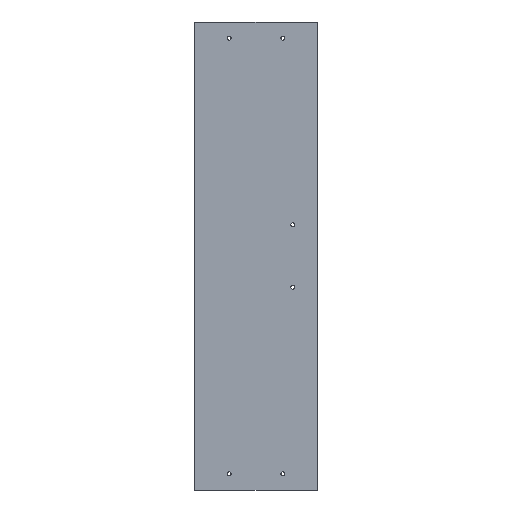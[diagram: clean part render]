
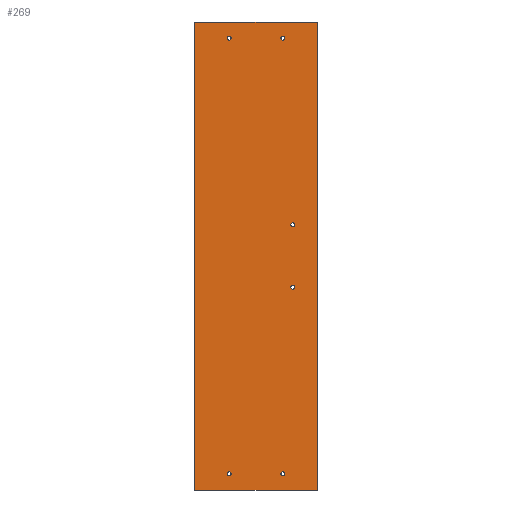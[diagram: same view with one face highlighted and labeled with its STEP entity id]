
A CAD part, left-side view. The second image highlights one B-rep face of the part: STEP entity #269.
In plain terms, the highlighted planar face has unit normal (-1, 0, 0).
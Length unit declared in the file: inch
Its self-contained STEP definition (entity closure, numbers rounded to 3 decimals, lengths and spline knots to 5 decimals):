
#15=LINE('',#435,#27);
#19=LINE('',#443,#31);
#22=LINE('',#449,#34);
#25=LINE('',#454,#37);
#27=VECTOR('',#367,0.3937);
#31=VECTOR('',#373,0.3937);
#34=VECTOR('',#378,0.3937);
#37=VECTOR('',#383,0.3937);
#43=PLANE('',#309);
#61=FACE_BOUND('',#114,.T.);
#62=FACE_BOUND('',#115,.T.);
#63=FACE_BOUND('',#116,.T.);
#64=FACE_BOUND('',#117,.T.);
#65=FACE_BOUND('',#118,.T.);
#66=FACE_BOUND('',#119,.T.);
#87=FACE_OUTER_BOUND('',#113,.T.);
#113=EDGE_LOOP('',(#231,#232,#233,#234));
#114=EDGE_LOOP('',(#235));
#115=EDGE_LOOP('',(#236));
#116=EDGE_LOOP('',(#237));
#117=EDGE_LOOP('',(#238));
#118=EDGE_LOOP('',(#239));
#119=EDGE_LOOP('',(#240));
#129=CIRCLE('',#283,0.0845);
#132=CIRCLE('',#288,0.0845);
#135=CIRCLE('',#293,0.0845);
#138=CIRCLE('',#298,0.0845);
#139=CIRCLE('',#300,0.0885);
#141=CIRCLE('',#303,0.0885);
#145=VERTEX_POINT('',#396);
#148=VERTEX_POINT('',#404);
#151=VERTEX_POINT('',#412);
#154=VERTEX_POINT('',#420);
#155=VERTEX_POINT('',#423);
#157=VERTEX_POINT('',#428);
#159=VERTEX_POINT('',#433);
#160=VERTEX_POINT('',#434);
#163=VERTEX_POINT('',#442);
#165=VERTEX_POINT('',#448);
#169=EDGE_CURVE('',#145,#145,#129,.T.);
#172=EDGE_CURVE('',#148,#148,#132,.T.);
#175=EDGE_CURVE('',#151,#151,#135,.T.);
#178=EDGE_CURVE('',#154,#154,#138,.T.);
#179=EDGE_CURVE('',#155,#155,#139,.T.);
#181=EDGE_CURVE('',#157,#157,#141,.T.);
#183=EDGE_CURVE('',#159,#160,#15,.T.);
#187=EDGE_CURVE('',#160,#163,#19,.T.);
#190=EDGE_CURVE('',#163,#165,#22,.T.);
#193=EDGE_CURVE('',#165,#159,#25,.T.);
#231=ORIENTED_EDGE('',*,*,#193,.T.);
#232=ORIENTED_EDGE('',*,*,#183,.T.);
#233=ORIENTED_EDGE('',*,*,#187,.T.);
#234=ORIENTED_EDGE('',*,*,#190,.T.);
#235=ORIENTED_EDGE('',*,*,#169,.T.);
#236=ORIENTED_EDGE('',*,*,#172,.T.);
#237=ORIENTED_EDGE('',*,*,#175,.T.);
#238=ORIENTED_EDGE('',*,*,#178,.T.);
#239=ORIENTED_EDGE('',*,*,#179,.T.);
#240=ORIENTED_EDGE('',*,*,#181,.T.);
#269=ADVANCED_FACE('',(#87,#61,#62,#63,#64,#65,#66),#43,.F.);
#283=AXIS2_PLACEMENT_3D('',#397,#321,#322);
#288=AXIS2_PLACEMENT_3D('',#405,#331,#332);
#293=AXIS2_PLACEMENT_3D('',#413,#341,#342);
#298=AXIS2_PLACEMENT_3D('',#421,#351,#352);
#300=AXIS2_PLACEMENT_3D('',#424,#355,#356);
#303=AXIS2_PLACEMENT_3D('',#429,#361,#362);
#309=AXIS2_PLACEMENT_3D('',#456,#385,#386);
#321=DIRECTION('center_axis',(1.,0.,0.));
#322=DIRECTION('ref_axis',(0.,0.,-1.));
#331=DIRECTION('center_axis',(1.,0.,0.));
#332=DIRECTION('ref_axis',(0.,0.,-1.));
#341=DIRECTION('center_axis',(1.,0.,0.));
#342=DIRECTION('ref_axis',(0.,0.,-1.));
#351=DIRECTION('center_axis',(1.,0.,0.));
#352=DIRECTION('ref_axis',(0.,0.,-1.));
#355=DIRECTION('center_axis',(1.,0.,0.));
#356=DIRECTION('ref_axis',(0.,0.,-1.));
#361=DIRECTION('center_axis',(1.,0.,0.));
#362=DIRECTION('ref_axis',(0.,0.,-1.));
#367=DIRECTION('',(0.,0.,-1.));
#373=DIRECTION('',(0.,-1.,0.));
#378=DIRECTION('',(0.,0.,1.));
#383=DIRECTION('',(0.,1.,0.));
#385=DIRECTION('center_axis',(1.,0.,0.));
#386=DIRECTION('ref_axis',(0.,0.,-1.));
#396=CARTESIAN_POINT('',(0.,1.15,-9.2215));
#397=CARTESIAN_POINT('Origin',(0.,1.15,-9.306));
#404=CARTESIAN_POINT('',(0.,1.15,9.3905));
#405=CARTESIAN_POINT('Origin',(0.,1.15,9.306));
#412=CARTESIAN_POINT('',(0.,-1.15,9.3905));
#413=CARTESIAN_POINT('Origin',(0.,-1.15,9.306));
#420=CARTESIAN_POINT('',(0.,-1.15,-9.2215));
#421=CARTESIAN_POINT('Origin',(0.,-1.15,-9.306));
#423=CARTESIAN_POINT('',(0.,-1.575,1.4175));
#424=CARTESIAN_POINT('Origin',(0.,-1.575,1.329));
#428=CARTESIAN_POINT('',(0.,-1.575,-1.2445));
#429=CARTESIAN_POINT('Origin',(0.,-1.575,-1.333));
#433=CARTESIAN_POINT('',(0.,2.61,10.));
#434=CARTESIAN_POINT('',(0.,2.61,-10.));
#435=CARTESIAN_POINT('',(0.,2.61,10.));
#442=CARTESIAN_POINT('',(0.,-2.61,-10.));
#443=CARTESIAN_POINT('',(0.,2.61,-10.));
#448=CARTESIAN_POINT('',(0.,-2.61,10.));
#449=CARTESIAN_POINT('',(0.,-2.61,-10.));
#454=CARTESIAN_POINT('',(0.,-2.61,10.));
#456=CARTESIAN_POINT('Origin',(0.,0.,0.));
